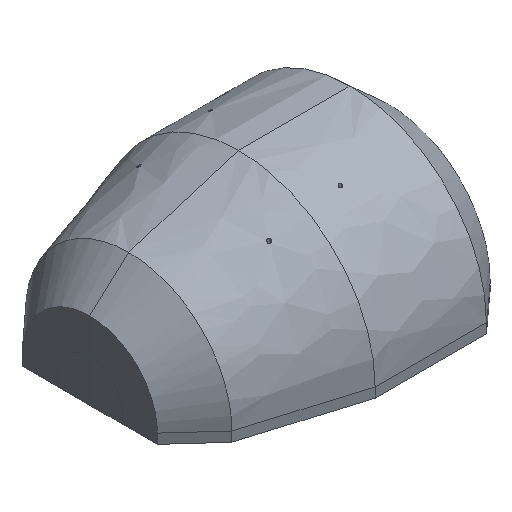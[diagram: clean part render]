
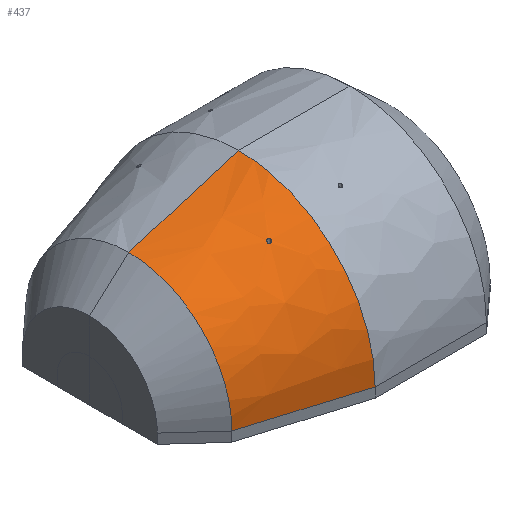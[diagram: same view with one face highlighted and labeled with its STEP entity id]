
A CAD part, isometric view. The second image highlights one B-rep face of the part: STEP entity #437.
In plain terms, the highlighted free-form (B-spline) face has degree [5, 1] with [9, 2] control points.
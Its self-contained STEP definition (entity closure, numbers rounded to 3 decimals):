
#304=CARTESIAN_POINT('Control Point',(-5.25,-10.,16.698)) ;
#305=CARTESIAN_POINT('Control Point',(-5.25,-9.961,16.721)) ;
#306=CARTESIAN_POINT('Control Point',(-5.258,-9.921,16.742)) ;
#307=CARTESIAN_POINT('Control Point',(-5.277,-9.878,16.761)) ;
#308=CARTESIAN_POINT('Control Point',(-5.334,-9.81,16.781)) ;
#309=CARTESIAN_POINT('Control Point',(-5.415,-9.772,16.774)) ;
#310=CARTESIAN_POINT('Control Point',(-5.454,-9.763,16.766)) ;
#311=CARTESIAN_POINT('Control Point',(-5.576,-9.755,16.728)) ;
#312=CARTESIAN_POINT('Control Point',(-5.674,-9.809,16.662)) ;
#313=CARTESIAN_POINT('Control Point',(-5.721,-9.861,16.615)) ;
#314=CARTESIAN_POINT('Control Point',(-5.75,-9.927,16.565)) ;
#315=CARTESIAN_POINT('Control Point',(-5.75,-10.,16.521)) ;
#316=CARTESIAN_POINT('Vertex',(-5.25,-10.,16.698)) ;
#318=CARTESIAN_POINT('Vertex',(-5.75,-10.,16.521)) ;
#356=CARTESIAN_POINT('Control Point',(-5.75,-10.,16.521)) ;
#357=CARTESIAN_POINT('Control Point',(-5.75,-10.041,16.496)) ;
#358=CARTESIAN_POINT('Control Point',(-5.741,-10.085,16.473)) ;
#359=CARTESIAN_POINT('Control Point',(-5.72,-10.13,16.452)) ;
#360=CARTESIAN_POINT('Control Point',(-5.652,-10.203,16.431)) ;
#361=CARTESIAN_POINT('Control Point',(-5.558,-10.237,16.444)) ;
#362=CARTESIAN_POINT('Control Point',(-5.513,-10.242,16.457)) ;
#363=CARTESIAN_POINT('Control Point',(-5.399,-10.233,16.503)) ;
#364=CARTESIAN_POINT('Control Point',(-5.314,-10.175,16.569)) ;
#365=CARTESIAN_POINT('Control Point',(-5.274,-10.126,16.613)) ;
#366=CARTESIAN_POINT('Control Point',(-5.25,-10.066,16.658)) ;
#367=CARTESIAN_POINT('Control Point',(-5.25,-10.,16.698)) ;
#377=CARTESIAN_POINT('Control Point',(-17.094,0.,15.874)) ;
#378=CARTESIAN_POINT('Control Point',(-0.179,0.,21.)) ;
#379=CARTESIAN_POINT('Control Point',(-17.094,-2.493,15.874)) ;
#380=CARTESIAN_POINT('Control Point',(-0.179,-3.299,21.)) ;
#381=CARTESIAN_POINT('Control Point',(-17.094,-4.987,15.385)) ;
#382=CARTESIAN_POINT('Control Point',(-0.179,-6.597,20.352)) ;
#383=CARTESIAN_POINT('Control Point',(-17.094,-7.352,14.405)) ;
#384=CARTESIAN_POINT('Control Point',(-0.179,-9.726,19.056)) ;
#385=CARTESIAN_POINT('Control Point',(-17.094,-11.571,11.571)) ;
#386=CARTESIAN_POINT('Control Point',(-0.179,-15.307,15.307)) ;
#387=CARTESIAN_POINT('Control Point',(-17.094,-14.405,7.352)) ;
#388=CARTESIAN_POINT('Control Point',(-0.179,-19.056,9.726)) ;
#389=CARTESIAN_POINT('Control Point',(-17.094,-15.385,4.987)) ;
#390=CARTESIAN_POINT('Control Point',(-0.179,-20.352,6.597)) ;
#391=CARTESIAN_POINT('Control Point',(-17.094,-15.874,2.493)) ;
#392=CARTESIAN_POINT('Control Point',(-0.179,-21.,3.299)) ;
#393=CARTESIAN_POINT('Control Point',(-17.094,-15.874,0.)) ;
#394=CARTESIAN_POINT('Control Point',(-0.179,-21.,0.)) ;
#396=CARTESIAN_POINT('Control Point',(-0.179,-21.,0.)) ;
#397=CARTESIAN_POINT('Control Point',(-0.179,-21.,6.597)) ;
#398=CARTESIAN_POINT('Control Point',(-0.179,-18.417,13.201)) ;
#399=CARTESIAN_POINT('Control Point',(-0.179,-13.201,18.417)) ;
#400=CARTESIAN_POINT('Control Point',(-0.179,-6.597,21.)) ;
#401=CARTESIAN_POINT('Control Point',(-0.179,0.,21.)) ;
#402=CARTESIAN_POINT('Vertex',(-0.179,-21.,0.)) ;
#404=CARTESIAN_POINT('Vertex',(-0.179,0.,21.)) ;
#408=CARTESIAN_POINT('Control Point',(-0.179,0.,21.)) ;
#409=CARTESIAN_POINT('Control Point',(-17.094,0.,15.874)) ;
#410=CARTESIAN_POINT('Vertex',(-17.094,0.,15.874)) ;
#414=CARTESIAN_POINT('Control Point',(-17.094,0.,15.874)) ;
#415=CARTESIAN_POINT('Control Point',(-17.094,-4.987,15.874)) ;
#416=CARTESIAN_POINT('Control Point',(-17.094,-9.979,13.921)) ;
#417=CARTESIAN_POINT('Control Point',(-17.094,-13.921,9.979)) ;
#418=CARTESIAN_POINT('Control Point',(-17.094,-15.874,4.987)) ;
#419=CARTESIAN_POINT('Control Point',(-17.094,-15.874,0.)) ;
#420=CARTESIAN_POINT('Vertex',(-17.094,-15.874,0.)) ;
#424=CARTESIAN_POINT('Control Point',(-0.179,-21.,0.)) ;
#425=CARTESIAN_POINT('Control Point',(-17.094,-15.874,0.)) ;
#428=ORIENTED_EDGE('',*,*,#406,.T.) ;
#429=ORIENTED_EDGE('',*,*,#412,.T.) ;
#430=ORIENTED_EDGE('',*,*,#422,.T.) ;
#431=ORIENTED_EDGE('',*,*,#426,.F.) ;
#434=ORIENTED_EDGE('',*,*,#320,.F.) ;
#435=ORIENTED_EDGE('',*,*,#368,.F.) ;
#436=FACE_BOUND('',#433,.T.) ;
#437=ADVANCED_FACE('PartBody',(#432,#436),#376,.T.) ;
#303=B_SPLINE_CURVE_WITH_KNOTS('',5,(#304,#305,#306,#307,#308,#309,#310,#311,#312,#313,#314,#315),.UNSPECIFIED.,.F.,.U.,(6,3,3,6),(1.885,2.391,2.802,3.759),.UNSPECIFIED.) ;
#355=B_SPLINE_CURVE_WITH_KNOTS('',5,(#356,#357,#358,#359,#360,#361,#362,#363,#364,#365,#366,#367),.UNSPECIFIED.,.F.,.U.,(6,3,3,6),(0.,0.545,1.021,1.885),.UNSPECIFIED.) ;
#395=B_SPLINE_CURVE_WITH_KNOTS('',5,(#396,#397,#398,#399,#400,#401),.UNSPECIFIED.,.F.,.U.,(6,6),(-27.489,27.489),.UNSPECIFIED.) ;
#407=B_SPLINE_CURVE_WITH_KNOTS('',1,(#408,#409),.UNSPECIFIED.,.F.,.U.,(2,2),(-16.136,16.284),.UNSPECIFIED.) ;
#413=B_SPLINE_CURVE_WITH_KNOTS('',5,(#414,#415,#416,#417,#418,#419),.UNSPECIFIED.,.F.,.U.,(6,6),(54.978,109.956),.UNSPECIFIED.) ;
#423=B_SPLINE_CURVE_WITH_KNOTS('',1,(#424,#425),.UNSPECIFIED.,.F.,.U.,(2,2),(-16.136,16.284),.UNSPECIFIED.) ;
#376=B_SPLINE_SURFACE_WITH_KNOTS('',5,1,((#377,#378),(#379,#380),(#381,#382),(#383,#384),(#385,#386),(#387,#388),(#389,#390),(#391,#392),(#393,#394)),.UNSPECIFIED.,.F.,.F.,.U.,(6,3,6),(2,2),(54.978,82.467,109.956),(-0.472,31.947),.UNSPECIFIED.) ;
#320=EDGE_CURVE('',#317,#319,#303,.T.) ;
#368=EDGE_CURVE('',#319,#317,#355,.T.) ;
#406=EDGE_CURVE('',#403,#405,#395,.T.) ;
#412=EDGE_CURVE('',#405,#411,#407,.T.) ;
#422=EDGE_CURVE('',#411,#421,#413,.T.) ;
#426=EDGE_CURVE('',#403,#421,#423,.T.) ;
#427=EDGE_LOOP('',(#428,#429,#430,#431)) ;
#433=EDGE_LOOP('',(#434,#435)) ;
#432=FACE_OUTER_BOUND('',#427,.T.) ;
#317=VERTEX_POINT('',#316) ;
#319=VERTEX_POINT('',#318) ;
#403=VERTEX_POINT('',#402) ;
#405=VERTEX_POINT('',#404) ;
#411=VERTEX_POINT('',#410) ;
#421=VERTEX_POINT('',#420) ;
